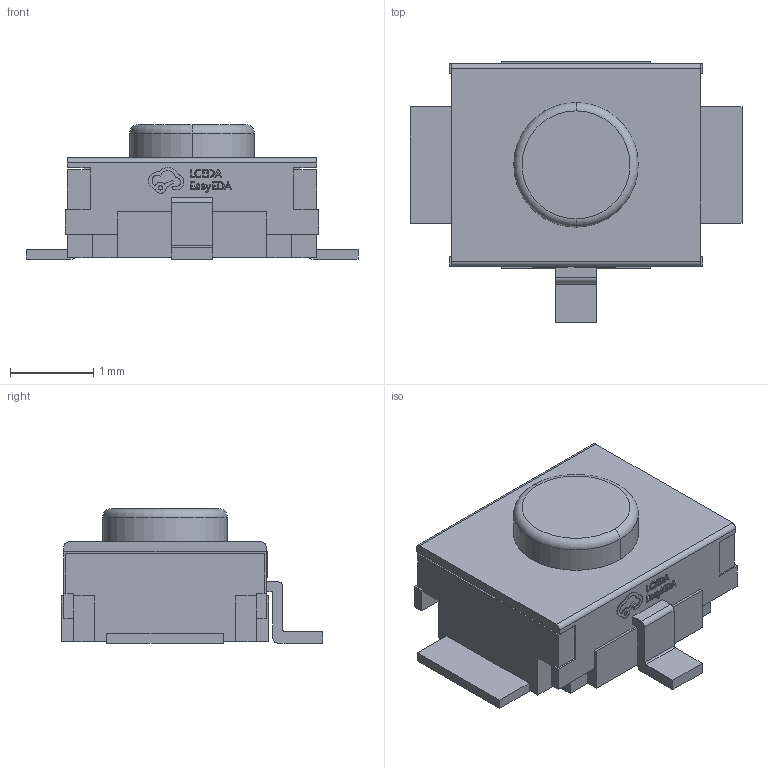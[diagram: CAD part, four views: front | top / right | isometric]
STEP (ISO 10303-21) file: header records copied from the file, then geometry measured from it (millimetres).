
FILE_DESCRIPTION (( 'STEP AP214' ), '1' );
FILE_NAME ('SW-SMD_3P-L3.0-W2.5-LS4.0.STEP', '2022-09-03T15:09:08', ( '' ), ( '' ), 'SwSTEP 2.0', 'SolidWorks 2020', '' );
FILE_SCHEMA (( 'AUTOMOTIVE_DESIGN' ));
Length unit declared in the file: millimetre
Products named in the file (1): SW-SMD_3P-L3.0-W2.5-LS4.0
Bounding box: 4 x 3.15 x 1.62 mm (x, y, z)
Volume: 9.5 mm3; surface area: 37 mm2
Topology: 1 solids, 1 shells, 322 faces, 891 edges, 592 vertices
Faces by surface type: plane 212, bspline 98, cylinder 10, torus 2
Entity records: 14259 total; most frequent: CARTESIAN_POINT 3112, ORIENTED_EDGE 1782, DIRECTION 1165, EDGE_CURVE 891, VECTOR 667, LINE 667, VERTEX_POINT 592, EDGE_LOOP 343
